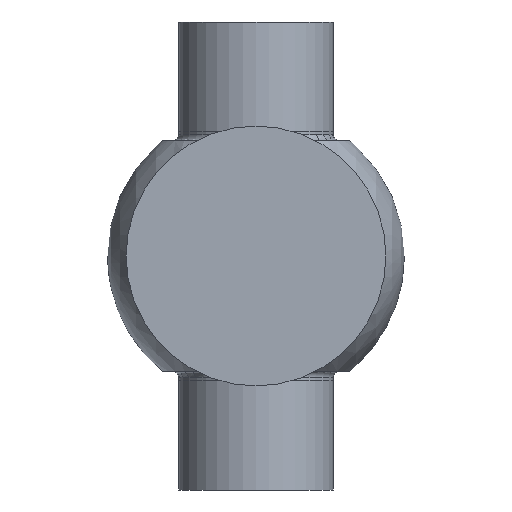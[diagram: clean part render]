
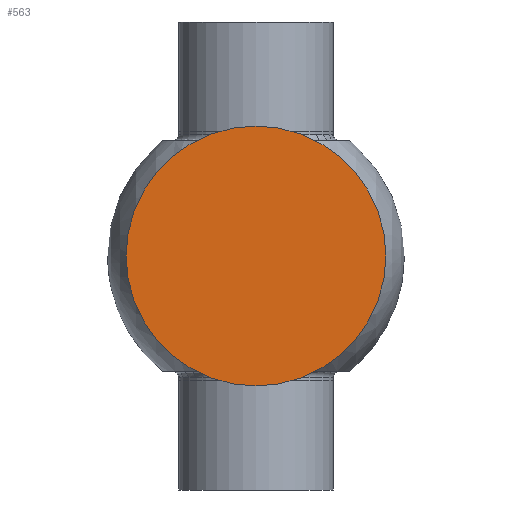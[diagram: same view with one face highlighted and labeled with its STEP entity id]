
A CAD part, front view. The second image highlights one B-rep face of the part: STEP entity #563.
In plain terms, the highlighted planar face has unit normal (0, -1, 0).
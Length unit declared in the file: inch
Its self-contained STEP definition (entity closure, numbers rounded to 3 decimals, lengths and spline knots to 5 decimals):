
#20 = DIRECTION ( 'NONE',  ( 0., 1., 0. ) ) ;
#90 = CIRCLE ( 'NONE', #1094, 1.2575 ) ;
#141 = EDGE_CURVE ( 'NONE', #1266, #789, #778, .T. ) ;
#173 = PLANE ( 'NONE',  #770 ) ;
#260 = DIRECTION ( 'NONE',  ( 0., 1., 0. ) ) ;
#282 = DIRECTION ( 'NONE',  ( 0., 1., 0. ) ) ;
#432 = CARTESIAN_POINT ( 'NONE',  ( 0., -1.315, 1.2575 ) ) ;
#563 = ADVANCED_FACE ( 'NONE', ( #1199 ), #173, .F. ) ;
#602 = ORIENTED_EDGE ( 'NONE', *, *, #141, .F. ) ;
#616 = CARTESIAN_POINT ( 'NONE',  ( 0., -1.315, 0. ) ) ;
#671 = EDGE_LOOP ( 'NONE', ( #602, #1181 ) ) ;
#712 = DIRECTION ( 'NONE',  ( 0., 0., 1. ) ) ;
#746 = AXIS2_PLACEMENT_3D ( 'NONE', #616, #20, #712 ) ;
#770 = AXIS2_PLACEMENT_3D ( 'NONE', #963, #282, #969 ) ;
#778 = CIRCLE ( 'NONE', #746, 1.2575 ) ;
#789 = VERTEX_POINT ( 'NONE', #900 ) ;
#844 = CARTESIAN_POINT ( 'NONE',  ( 0., -1.315, 0. ) ) ;
#900 = CARTESIAN_POINT ( 'NONE',  ( 0., -1.315, -1.2575 ) ) ;
#946 = DIRECTION ( 'NONE',  ( 0., 0., 1. ) ) ;
#963 = CARTESIAN_POINT ( 'NONE',  ( 0., -1.315, -1.2575 ) ) ;
#969 = DIRECTION ( 'NONE',  ( 0., 0., 1. ) ) ;
#981 = EDGE_CURVE ( 'NONE', #789, #1266, #90, .T. ) ;
#1094 = AXIS2_PLACEMENT_3D ( 'NONE', #844, #260, #946 ) ;
#1181 = ORIENTED_EDGE ( 'NONE', *, *, #981, .F. ) ;
#1199 = FACE_OUTER_BOUND ( 'NONE', #671, .T. ) ;
#1266 = VERTEX_POINT ( 'NONE', #432 ) ;
